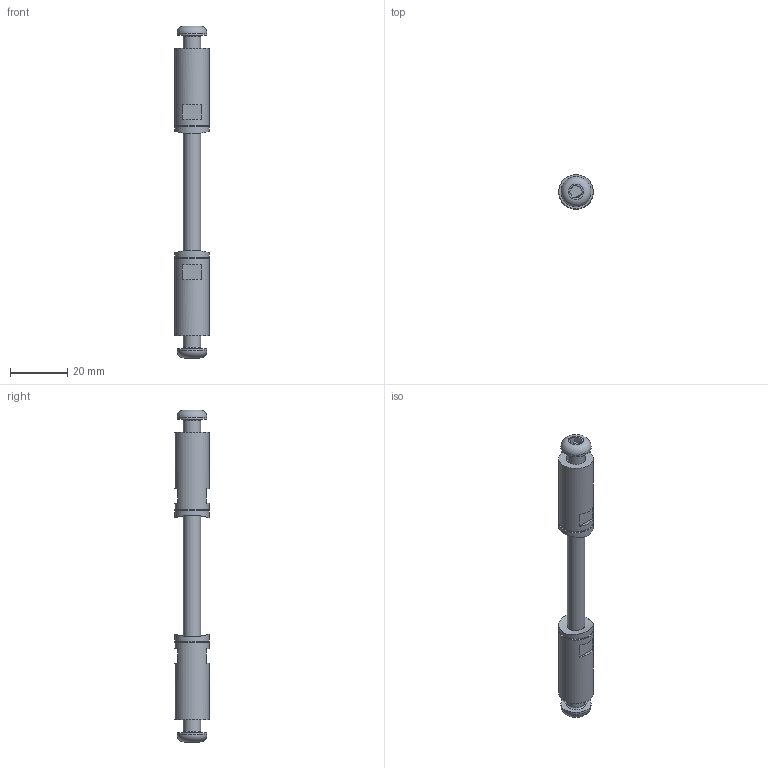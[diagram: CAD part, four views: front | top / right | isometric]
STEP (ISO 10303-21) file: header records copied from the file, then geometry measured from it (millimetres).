
FILE_DESCRIPTION(/* description */ ('-'),/* implementation_level */ '2;1');
FILE_NAME(/* name */ '5776c9e6-0904-4b86-afb7-24bae379e6fb.stp',/* time_stamp */ '2021-07-09T14:23:48+02:00',/* author */ ('-'),/* organization */ ('Carl Stahl'),/* preprocessor_version */ 'ST-DEVELOPER v18',/* originating_system */ 'Autodesk Inventor 2020',/* authorisation */ '-');
FILE_SCHEMA (('AUTOMOTIVE_DESIGN { 1 0 10303 214 3 1 1 }'));
Length unit declared in the file: millimetre
Products named in the file (7): CX3-32027-DD424; CX3-32027; CX3-32027_1; CX3-32027_2; ISO 7380-1 - M6 x 16; CX3-32027-424; ISO 4026 - M6 x 65
Assembly tree (9 placements, depth 3):
  CX3-32027-DD424
    CX3-32027
      CX3-32027_2
      ISO 7380-1 - M6 x 16
    CX3-32027_1
      CX3-32027_2
      ISO 7380-1 - M6 x 16
    CX3-32027-424  x2
    ISO 4026 - M6 x 65
Bounding box: 12 x 12 x 115.8 mm (x, y, z)
Volume: 8419 mm3; surface area: 6304.4 mm2
Topology: 7 solids, 7 shells, 76 faces, 181 edges, 128 vertices
Faces by surface type: plane 47, cylinder 17, cone 8, torus 4
Full cylindrical faces by diameter (mm): 5 x2, 6 x3, 6.2 x2, 10.5 x2, 11 x2, 12 x4
Entity records: 1615 total; most frequent: CARTESIAN_POINT 320, DIRECTION 249, ORIENTED_EDGE 206, EDGE_CURVE 103, AXIS2_PLACEMENT_3D 99, VERTEX_POINT 73, EDGE_LOOP 54, LINE 51
